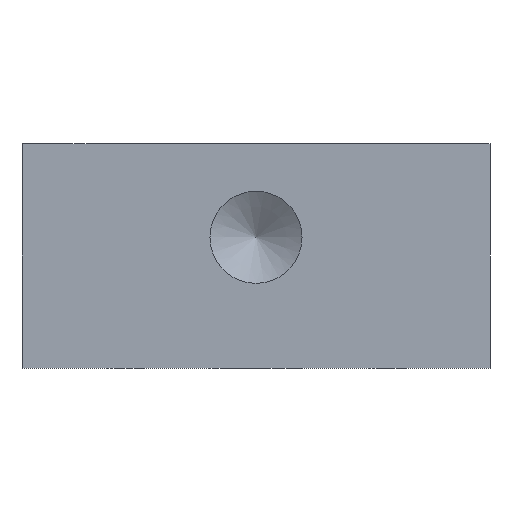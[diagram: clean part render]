
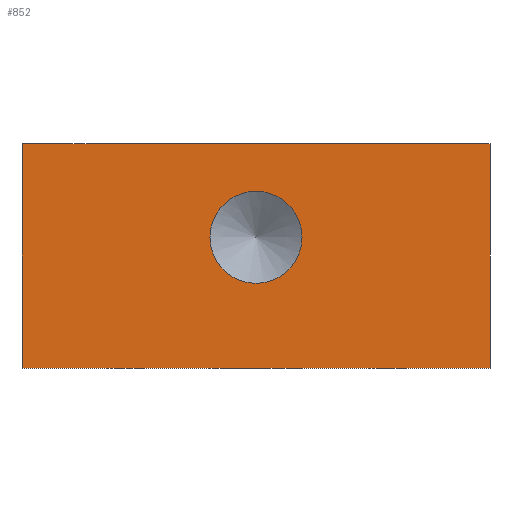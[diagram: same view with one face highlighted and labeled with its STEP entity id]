
A CAD part, front view. The second image highlights one B-rep face of the part: STEP entity #852.
In plain terms, the highlighted planar face has unit normal (0, -1, 0).
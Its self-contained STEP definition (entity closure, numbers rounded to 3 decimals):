
#24=FACE_BOUND('',#173,.T.);
#41=CIRCLE('',#903,2.459);
#123=FACE_OUTER_BOUND('',#172,.T.);
#172=EDGE_LOOP('',(#775,#776,#777,#778));
#173=EDGE_LOOP('',(#779));
#195=LINE('',#1245,#279);
#258=LINE('',#1444,#342);
#260=LINE('',#1448,#344);
#261=LINE('',#1450,#345);
#279=VECTOR('',#992,10.);
#342=VECTOR('',#1187,10.);
#344=VECTOR('',#1191,10.);
#345=VECTOR('',#1194,10.);
#364=VERTEX_POINT('',#1242);
#365=VERTEX_POINT('',#1244);
#389=VERTEX_POINT('',#1321);
#425=VERTEX_POINT('',#1442);
#426=VERTEX_POINT('',#1446);
#449=EDGE_CURVE('',#364,#365,#195,.T.);
#482=EDGE_CURVE('',#389,#389,#41,.T.);
#543=EDGE_CURVE('',#425,#364,#258,.T.);
#545=EDGE_CURVE('',#426,#365,#260,.T.);
#546=EDGE_CURVE('',#425,#426,#261,.T.);
#775=ORIENTED_EDGE('',*,*,#546,.T.);
#776=ORIENTED_EDGE('',*,*,#545,.T.);
#777=ORIENTED_EDGE('',*,*,#449,.F.);
#778=ORIENTED_EDGE('',*,*,#543,.F.);
#779=ORIENTED_EDGE('',*,*,#482,.T.);
#808=PLANE('',#951);
#852=ADVANCED_FACE('',(#123,#24),#808,.T.);
#903=AXIS2_PLACEMENT_3D('',#1322,#1054,#1055);
#951=AXIS2_PLACEMENT_3D('',#1449,#1192,#1193);
#992=DIRECTION('',(1.,0.,0.));
#1054=DIRECTION('center_axis',(0.,1.,0.));
#1055=DIRECTION('ref_axis',(1.,0.,0.));
#1187=DIRECTION('',(0.,0.,1.));
#1191=DIRECTION('',(0.,0.,1.));
#1192=DIRECTION('center_axis',(0.,-1.,0.));
#1193=DIRECTION('ref_axis',(1.,0.,0.));
#1194=DIRECTION('',(1.,0.,0.));
#1242=CARTESIAN_POINT('',(-12.5,-21.75,12.));
#1244=CARTESIAN_POINT('',(12.5,-21.75,12.));
#1245=CARTESIAN_POINT('',(-12.5,-21.75,12.));
#1321=CARTESIAN_POINT('',(-2.459,-21.75,7.));
#1322=CARTESIAN_POINT('Origin',(0.,-21.75,7.));
#1442=CARTESIAN_POINT('',(-12.5,-21.75,0.));
#1444=CARTESIAN_POINT('',(-12.5,-21.75,0.));
#1446=CARTESIAN_POINT('',(12.5,-21.75,0.));
#1448=CARTESIAN_POINT('',(12.5,-21.75,0.));
#1449=CARTESIAN_POINT('Origin',(-12.5,-21.75,0.));
#1450=CARTESIAN_POINT('',(-12.5,-21.75,0.));
